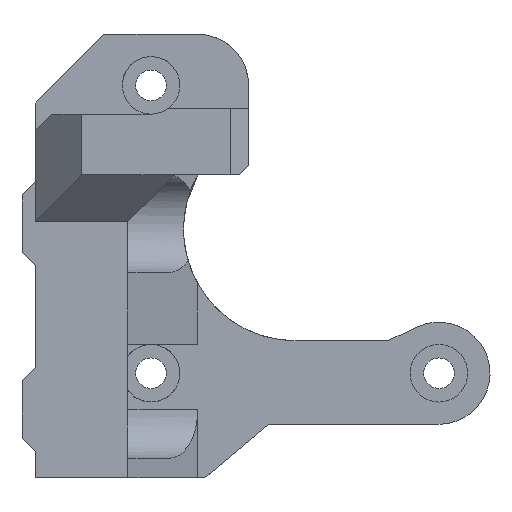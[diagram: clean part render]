
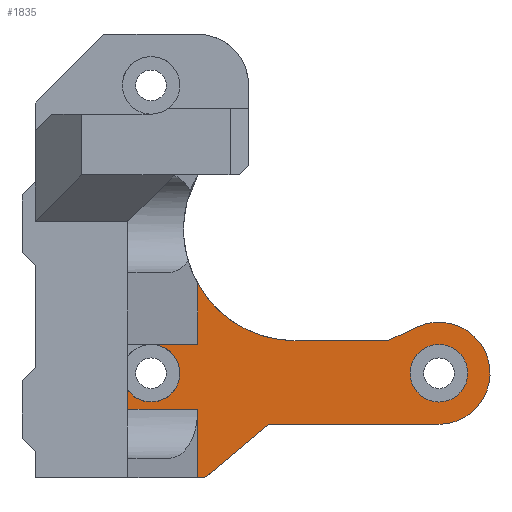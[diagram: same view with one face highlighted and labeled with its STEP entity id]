
A CAD part, front view. The second image highlights one B-rep face of the part: STEP entity #1835.
In plain terms, the highlighted planar face has unit normal (0, -1, 0).
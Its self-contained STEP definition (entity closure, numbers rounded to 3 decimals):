
#61=FACE_BOUND('',#259,.T.);
#78=CIRCLE('',#1954,12.);
#85=CIRCLE('',#1972,3.1);
#91=CIRCLE('',#1991,5.5);
#92=CIRCLE('',#1992,3.1);
#146=FACE_OUTER_BOUND('',#258,.T.);
#258=EDGE_LOOP('',(#1430,#1431,#1432,#1433,#1434,#1435,#1436,#1437,#1438,
#1439,#1440,#1441,#1442));
#259=EDGE_LOOP('',(#1443));
#378=LINE('',#2731,#590);
#412=LINE('',#2846,#624);
#422=LINE('',#2880,#634);
#430=LINE('',#2895,#642);
#434=LINE('',#2905,#646);
#437=LINE('',#2912,#649);
#438=LINE('',#2914,#650);
#439=LINE('',#2916,#651);
#440=LINE('',#2920,#652);
#441=LINE('',#2921,#653);
#590=VECTOR('',#2172,10.);
#624=VECTOR('',#2264,10.);
#634=VECTOR('',#2298,10.);
#642=VECTOR('',#2314,10.);
#646=VECTOR('',#2322,10.);
#649=VECTOR('',#2329,10.);
#650=VECTOR('',#2332,10.);
#651=VECTOR('',#2333,10.);
#652=VECTOR('',#2336,10.);
#653=VECTOR('',#2337,10.);
#797=VERTEX_POINT('',#2728);
#798=VERTEX_POINT('',#2730);
#822=VERTEX_POINT('',#2797);
#823=VERTEX_POINT('',#2799);
#836=VERTEX_POINT('',#2844);
#838=VERTEX_POINT('',#2851);
#839=VERTEX_POINT('',#2853);
#846=VERTEX_POINT('',#2876);
#848=VERTEX_POINT('',#2879);
#857=VERTEX_POINT('',#2910);
#858=VERTEX_POINT('',#2915);
#859=VERTEX_POINT('',#2917);
#860=VERTEX_POINT('',#2919);
#861=VERTEX_POINT('',#2922);
#984=EDGE_CURVE('',#798,#797,#378,.T.);
#1013=EDGE_CURVE('',#823,#822,#78,.T.);
#1037=EDGE_CURVE('',#822,#836,#412,.T.);
#1041=EDGE_CURVE('',#838,#839,#85,.T.);
#1054=EDGE_CURVE('',#848,#846,#422,.T.);
#1063=EDGE_CURVE('',#838,#848,#430,.T.);
#1068=EDGE_CURVE('',#839,#836,#434,.T.);
#1071=EDGE_CURVE('',#846,#857,#437,.T.);
#1072=EDGE_CURVE('',#857,#798,#438,.T.);
#1073=EDGE_CURVE('',#797,#858,#439,.T.);
#1074=EDGE_CURVE('',#859,#858,#91,.T.);
#1075=EDGE_CURVE('',#859,#860,#440,.T.);
#1076=EDGE_CURVE('',#823,#860,#441,.T.);
#1077=EDGE_CURVE('',#861,#861,#92,.T.);
#1430=ORIENTED_EDGE('',*,*,#1071,.T.);
#1431=ORIENTED_EDGE('',*,*,#1072,.T.);
#1432=ORIENTED_EDGE('',*,*,#984,.T.);
#1433=ORIENTED_EDGE('',*,*,#1073,.T.);
#1434=ORIENTED_EDGE('',*,*,#1074,.F.);
#1435=ORIENTED_EDGE('',*,*,#1075,.T.);
#1436=ORIENTED_EDGE('',*,*,#1076,.F.);
#1437=ORIENTED_EDGE('',*,*,#1013,.T.);
#1438=ORIENTED_EDGE('',*,*,#1037,.T.);
#1439=ORIENTED_EDGE('',*,*,#1068,.F.);
#1440=ORIENTED_EDGE('',*,*,#1041,.F.);
#1441=ORIENTED_EDGE('',*,*,#1063,.T.);
#1442=ORIENTED_EDGE('',*,*,#1054,.T.);
#1443=ORIENTED_EDGE('',*,*,#1077,.F.);
#1741=PLANE('',#1990);
#1835=ADVANCED_FACE('',(#146,#61),#1741,.F.);
#1954=AXIS2_PLACEMENT_3D('',#2800,#2215,#2216);
#1972=AXIS2_PLACEMENT_3D('',#2854,#2271,#2272);
#1990=AXIS2_PLACEMENT_3D('',#2913,#2330,#2331);
#1991=AXIS2_PLACEMENT_3D('',#2918,#2334,#2335);
#1992=AXIS2_PLACEMENT_3D('',#2923,#2338,#2339);
#2172=DIRECTION('',(0.766,0.,0.643));
#2215=DIRECTION('center_axis',(0.,1.,0.));
#2216=DIRECTION('ref_axis',(0.,0.,-1.));
#2264=DIRECTION('',(0.,0.,-1.));
#2271=DIRECTION('center_axis',(0.,-1.,0.));
#2272=DIRECTION('ref_axis',(1.,0.,0.));
#2298=DIRECTION('',(1.,0.,0.));
#2314=DIRECTION('',(0.,0.,-1.));
#2322=DIRECTION('',(1.,0.,0.));
#2329=DIRECTION('',(0.,0.,-1.));
#2330=DIRECTION('center_axis',(0.,1.,0.));
#2331=DIRECTION('ref_axis',(1.,0.,0.));
#2332=DIRECTION('',(1.,0.,0.));
#2333=DIRECTION('',(1.,0.,0.));
#2334=DIRECTION('center_axis',(0.,1.,0.));
#2335=DIRECTION('ref_axis',(-0.423,0.,0.906));
#2336=DIRECTION('',(-0.906,0.,-0.423));
#2337=DIRECTION('',(1.,0.,0.));
#2338=DIRECTION('center_axis',(0.,-1.,0.));
#2339=DIRECTION('ref_axis',(1.,0.,0.));
#2728=CARTESIAN_POINT('',(12.653,0.,-5.5));
#2730=CARTESIAN_POINT('',(5.8,0.,-11.25));
#2731=CARTESIAN_POINT('',(5.8,0.,-11.25));
#2797=CARTESIAN_POINT('',(5.023,0.,9.65));
#2799=CARTESIAN_POINT('',(15.5,0.,3.5));
#2800=CARTESIAN_POINT('Origin',(15.5,0.,15.5));
#2844=CARTESIAN_POINT('',(5.023,0.,3.1));
#2846=CARTESIAN_POINT('',(5.023,0.,16.988));
#2851=CARTESIAN_POINT('',(-2.5,0.,-1.833));
#2853=CARTESIAN_POINT('',(0.,0.,3.1));
#2854=CARTESIAN_POINT('Origin',(0.,0.,0.));
#2876=CARTESIAN_POINT('',(5.023,0.,-3.9));
#2879=CARTESIAN_POINT('',(-2.5,0.,-3.9));
#2880=CARTESIAN_POINT('',(-2.5,0.,-3.9));
#2895=CARTESIAN_POINT('',(-2.5,0.,-1.833));
#2905=CARTESIAN_POINT('',(-2.5,0.,3.1));
#2910=CARTESIAN_POINT('',(5.023,0.,-11.25));
#2912=CARTESIAN_POINT('',(5.023,0.,16.988));
#2913=CARTESIAN_POINT('Origin',(11.3,0.,12.625));
#2914=CARTESIAN_POINT('',(-12.5,0.,-11.25));
#2915=CARTESIAN_POINT('',(31.,0.,-5.5));
#2916=CARTESIAN_POINT('',(12.653,0.,-5.5));
#2917=CARTESIAN_POINT('',(28.676,0.,4.985));
#2918=CARTESIAN_POINT('Origin',(31.,0.,0.));
#2919=CARTESIAN_POINT('',(25.492,0.,3.5));
#2920=CARTESIAN_POINT('',(28.676,0.,4.985));
#2921=CARTESIAN_POINT('',(15.5,0.,3.5));
#2922=CARTESIAN_POINT('',(27.9,0.,0.));
#2923=CARTESIAN_POINT('Origin',(31.,0.,0.));
